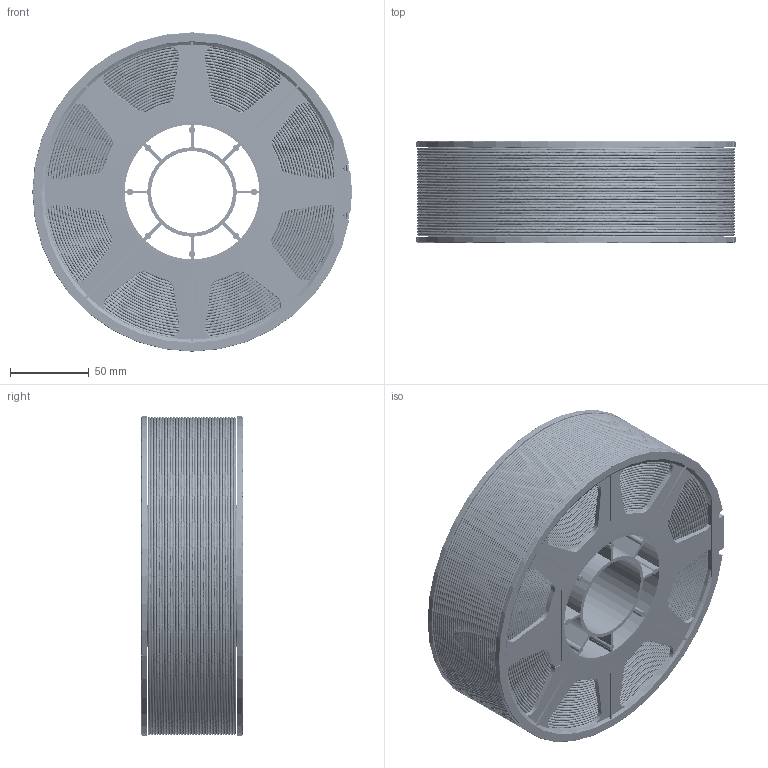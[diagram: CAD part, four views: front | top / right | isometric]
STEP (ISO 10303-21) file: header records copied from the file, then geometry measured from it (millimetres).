
FILE_DESCRIPTION(('HOOPS Exchange Step'),'2;1');
FILE_NAME('temp_export','2022-05-09T20:20:37+03:00',('mobile'),('Shapr3D Limited'),'HOOPS Exchange 2022.0','Shapr3D','Authorized');
FILE_SCHEMA( ('AP203_CONFIGURATION_CONTROLLED_3D_DESIGN_OF_MECHANICAL_PARTS_AND_ASSEMBLIES_MIM_LF') );
Length unit declared in the file: millimetre
Products named in the file (2): Filament Spool; root
Assembly tree (1 placements, depth 2):
  root
    Filament Spool
Bounding box: 203.19 x 64.39 x 203.2 mm (x, y, z)
Volume: 326974.2 mm3; surface area: 426448.4 mm2
Topology: 2 solids, 3 shells, 760 faces, 1936 edges, 1226 vertices
Faces by surface type: bspline 360, cylinder 198, plane 173, torus 20, cone 5, offset 4
Full cylindrical faces by diameter (mm): 52.07 x1, 90.17 x1, 92.728 x2, 92.736 x2, 92.74 x2, 92.745 x4, 92.746 x2, 92.747 x2, 92.748 x4, 92.75 x2, 92.752 x2, 92.756 x2, 92.764 x2, 92.766 x2, 92.772 x1, 92.781 x2, 199.703 x2, 199.712 x1, 199.717 x2, 199.719 x2, 199.728 x2, 199.732 x2, 199.734 x2, 199.735 x2, 199.736 x4, 199.737 x2, 199.739 x4, 199.743 x2, 199.747 x2, 199.756 x2
Entity records: 34632 total; most frequent: CARTESIAN_POINT 18310, ORIENTED_EDGE 3848, DIRECTION 2905, EDGE_CURVE 1924, VERTEX_POINT 1220, AXIS2_PLACEMENT_3D 1206, EDGE_LOOP 862, FACE_BOUND 862
